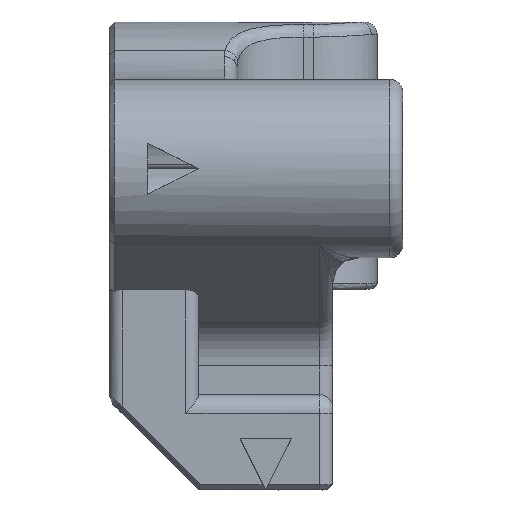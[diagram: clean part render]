
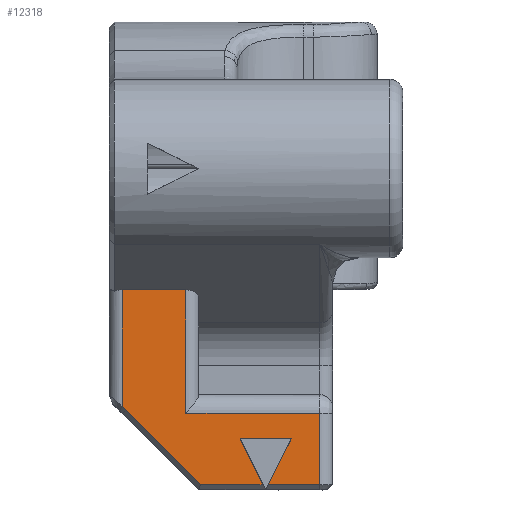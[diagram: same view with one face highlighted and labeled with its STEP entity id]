
A CAD part, left-side view. The second image highlights one B-rep face of the part: STEP entity #12318.
In plain terms, the highlighted planar face has unit normal (-1, 0, 0).
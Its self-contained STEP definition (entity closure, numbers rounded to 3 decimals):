
#1045=B_SPLINE_CURVE_WITH_KNOTS('',3,(#17418,#17419,#17420,#17421),
 .UNSPECIFIED.,.F.,.F.,(4,4),(-1.571,-1.291),.UNSPECIFIED.);
#1497=FACE_OUTER_BOUND('',#2281,.T.);
#2281=EDGE_LOOP('',(#8164,#8165,#8166,#8167,#8168,#8169,#8170,#8171,#8172,
#8173,#8174,#8175));
#3091=LINE('',#17385,#4072);
#3093=LINE('',#17390,#4074);
#3096=LINE('',#17395,#4077);
#3098=LINE('',#17400,#4079);
#3101=LINE('',#17406,#4082);
#3102=LINE('',#17408,#4083);
#3103=LINE('',#17410,#4084);
#3104=LINE('',#17412,#4085);
#3105=LINE('',#17414,#4086);
#3106=LINE('',#17416,#4087);
#3107=LINE('',#17422,#4088);
#4072=VECTOR('',#14209,10.);
#4074=VECTOR('',#14213,10.);
#4077=VECTOR('',#14218,10.);
#4079=VECTOR('',#14224,9.334);
#4082=VECTOR('',#14229,9.334);
#4083=VECTOR('',#14230,5.6);
#4084=VECTOR('',#14231,10.5);
#4085=VECTOR('',#14232,9.696);
#4086=VECTOR('',#14233,5.);
#4087=VECTOR('',#14234,9.133);
#4088=VECTOR('',#14235,8.32);
#5051=VERTEX_POINT('',#17379);
#5053=VERTEX_POINT('',#17383);
#5054=VERTEX_POINT('',#17387);
#5055=VERTEX_POINT('',#17389);
#5057=VERTEX_POINT('',#17399);
#5059=VERTEX_POINT('',#17405);
#5060=VERTEX_POINT('',#17407);
#5061=VERTEX_POINT('',#17409);
#5062=VERTEX_POINT('',#17411);
#5063=VERTEX_POINT('',#17413);
#5064=VERTEX_POINT('',#17415);
#5065=VERTEX_POINT('',#17417);
#6214=EDGE_CURVE('',#5051,#5053,#3091,.T.);
#6216=EDGE_CURVE('',#5055,#5054,#3093,.T.);
#6219=EDGE_CURVE('',#5053,#5055,#3096,.T.);
#6221=EDGE_CURVE('',#5051,#5057,#3098,.T.);
#6224=EDGE_CURVE('',#5059,#5054,#3101,.T.);
#6225=EDGE_CURVE('',#5060,#5059,#3102,.T.);
#6226=EDGE_CURVE('',#5061,#5060,#3103,.T.);
#6227=EDGE_CURVE('',#5062,#5061,#3104,.T.);
#6228=EDGE_CURVE('',#5063,#5062,#3105,.T.);
#6229=EDGE_CURVE('',#5064,#5063,#3106,.T.);
#6230=EDGE_CURVE('',#5065,#5064,#1045,.T.);
#6231=EDGE_CURVE('',#5057,#5065,#3107,.T.);
#8164=ORIENTED_EDGE('',*,*,#6214,.T.);
#8165=ORIENTED_EDGE('',*,*,#6219,.T.);
#8166=ORIENTED_EDGE('',*,*,#6216,.T.);
#8167=ORIENTED_EDGE('',*,*,#6224,.F.);
#8168=ORIENTED_EDGE('',*,*,#6225,.F.);
#8169=ORIENTED_EDGE('',*,*,#6226,.F.);
#8170=ORIENTED_EDGE('',*,*,#6227,.F.);
#8171=ORIENTED_EDGE('',*,*,#6228,.F.);
#8172=ORIENTED_EDGE('',*,*,#6229,.F.);
#8173=ORIENTED_EDGE('',*,*,#6230,.F.);
#8174=ORIENTED_EDGE('',*,*,#6231,.F.);
#8175=ORIENTED_EDGE('',*,*,#6221,.F.);
#12018=PLANE('',#13107);
#12318=ADVANCED_FACE('',(#1497),#12018,.T.);
#13107=AXIS2_PLACEMENT_3D('',#17404,#14227,#14228);
#14209=DIRECTION('',(0.,0.447,0.894));
#14213=DIRECTION('',(0.,0.447,-0.894));
#14218=DIRECTION('',(0.,-1.,0.));
#14224=DIRECTION('',(0.,1.,0.));
#14227=DIRECTION('center_axis',(-1.,0.,0.));
#14228=DIRECTION('ref_axis',(0.,0.,1.));
#14229=DIRECTION('',(0.,1.,0.));
#14230=DIRECTION('',(0.,0.,-1.));
#14231=DIRECTION('',(0.,-1.,0.));
#14232=DIRECTION('',(0.,0.,-1.));
#14233=DIRECTION('',(0.,-1.,0.));
#14234=DIRECTION('',(0.,0.,1.));
#14235=DIRECTION('',(0.,0.707,0.707));
#17379=CARTESIAN_POINT('',(233.575,28.45,37.4));
#17383=CARTESIAN_POINT('',(233.575,30.25,41.));
#17385=CARTESIAN_POINT('',(233.575,27.725,35.95));
#17387=CARTESIAN_POINT('',(233.575,28.05,37.4));
#17389=CARTESIAN_POINT('',(233.575,26.25,41.));
#17390=CARTESIAN_POINT('',(233.575,26.725,40.05));
#17395=CARTESIAN_POINT('',(233.575,26.625,41.));
#17399=CARTESIAN_POINT('',(233.575,33.334,37.4));
#17400=CARTESIAN_POINT('',(233.575,24.,37.4));
#17404=CARTESIAN_POINT('Origin',(233.575,23.,37.));
#17405=CARTESIAN_POINT('',(233.575,24.,37.4));
#17406=CARTESIAN_POINT('',(233.575,24.,37.4));
#17407=CARTESIAN_POINT('',(233.575,24.,43.));
#17408=CARTESIAN_POINT('',(233.575,24.,43.));
#17409=CARTESIAN_POINT('',(233.575,34.5,43.));
#17410=CARTESIAN_POINT('',(233.575,34.5,43.));
#17411=CARTESIAN_POINT('',(233.575,34.5,52.696));
#17412=CARTESIAN_POINT('',(233.575,34.5,52.696));
#17413=CARTESIAN_POINT('',(233.575,39.5,52.696));
#17414=CARTESIAN_POINT('',(233.575,39.5,52.696));
#17415=CARTESIAN_POINT('',(233.575,39.5,43.563));
#17416=CARTESIAN_POINT('',(233.575,39.5,43.563));
#17417=CARTESIAN_POINT('',(233.575,39.217,43.283));
#17418=CARTESIAN_POINT('Ctrl Pts',(233.575,39.217,43.283));
#17419=CARTESIAN_POINT('Ctrl Pts',(233.575,39.31,43.376));
#17420=CARTESIAN_POINT('Ctrl Pts',(233.575,39.403,43.47));
#17421=CARTESIAN_POINT('Ctrl Pts',(233.575,39.5,43.563));
#17422=CARTESIAN_POINT('',(233.575,33.334,37.4));
